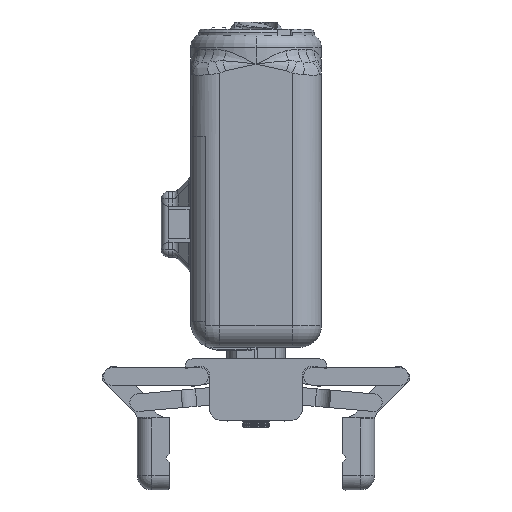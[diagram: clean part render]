
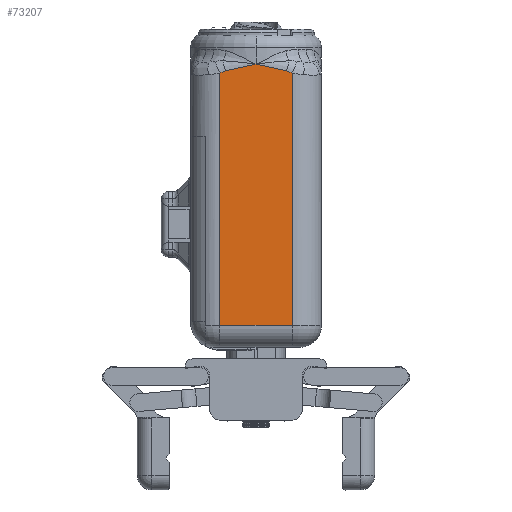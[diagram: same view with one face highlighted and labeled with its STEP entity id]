
A CAD part, front view. The second image highlights one B-rep face of the part: STEP entity #73207.
In plain terms, the highlighted face is planar.
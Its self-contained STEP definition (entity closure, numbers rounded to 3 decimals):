
#355 = EDGE_CURVE ( 'NONE', #55323, #12344, #65477, .T. ) ;
#4759 = CARTESIAN_POINT ( 'NONE',  ( 45., -18.646, -188.982 ) ) ;
#5219 = B_SPLINE_CURVE_WITH_KNOTS ( 'NONE', 3,
 ( #17366, #53190, #89516, #24430, #100649, #73111, #20274, #108895 ),
 .UNSPECIFIED., .F., .F.,
 ( 4, 2, 2, 4 ),
 ( 0., 0.005, 0.011, 0.021 ),
 .UNSPECIFIED. ) ;
#5327 = PLANE ( 'NONE',  #66492 ) ;
#7258 = EDGE_CURVE ( 'NONE', #72872, #107028, #33636, .T. ) ;
#9415 = CARTESIAN_POINT ( 'NONE',  ( 45., 30., -188.437 ) ) ;
#9909 = CARTESIAN_POINT ( 'NONE',  ( 45., 18.994, -191.74 ) ) ;
#10875 = EDGE_CURVE ( 'NONE', #12344, #111606, #93633, .T. ) ;
#12344 = VERTEX_POINT ( 'NONE', #9415 ) ;
#13588 = CARTESIAN_POINT ( 'NONE',  ( 45., -17.284, -189.507 ) ) ;
#14102 = CARTESIAN_POINT ( 'NONE',  ( 45., 28.646, -188.982 ) ) ;
#14167 = CARTESIAN_POINT ( 'NONE',  ( 45., -17.625, -189.378 ) ) ;
#14438 = CARTESIAN_POINT ( 'NONE',  ( 45., -20., -15. ) ) ;
#17366 = CARTESIAN_POINT ( 'NONE',  ( 45., -15.901, -189.977 ) ) ;
#20274 = CARTESIAN_POINT ( 'NONE',  ( 45., 1.495, -193.844 ) ) ;
#20853 = ORIENTED_EDGE ( 'NONE', *, *, #10875, .T. ) ;
#22970 = EDGE_LOOP ( 'NONE', ( #31981, #45328, #29269, #42143, #81617, #20853, #61209 ) ) ;
#23530 = CARTESIAN_POINT ( 'NONE',  ( 45., -20., -188.437 ) ) ;
#24045 = CARTESIAN_POINT ( 'NONE',  ( 45., 25.901, -189.977 ) ) ;
#24430 = CARTESIAN_POINT ( 'NONE',  ( 45., -8.993, -191.741 ) ) ;
#26298 = VECTOR ( 'NONE', #39118, 1000. ) ;
#27439 = VERTEX_POINT ( 'NONE', #80166 ) ;
#29269 = ORIENTED_EDGE ( 'NONE', *, *, #59107, .T. ) ;
#29467 = VECTOR ( 'NONE', #66162, 1000. ) ;
#30025 = B_SPLINE_CURVE_WITH_KNOTS ( 'NONE', 3,
 ( #23530, #68138, #4759, #14167, #13588, #103895, #95100, #85724 ),
 .UNSPECIFIED., .F., .F.,
 ( 4, 2, 2, 4 ),
 ( 0., 0.002, 0.003, 0.004 ),
 .UNSPECIFIED. ) ;
#31981 = ORIENTED_EDGE ( 'NONE', *, *, #7258, .T. ) ;
#32902 = DIRECTION ( 'NONE',  ( 1., 0., 0. ) ) ;
#33636 = LINE ( 'NONE', #51853, #29467 ) ;
#34002 = CARTESIAN_POINT ( 'NONE',  ( 45., 26.597, -189.754 ) ) ;
#34973 = VERTEX_POINT ( 'NONE', #93344 ) ;
#35755 = CARTESIAN_POINT ( 'NONE',  ( 45., 24.192, -190.489 ) ) ;
#38089 = CARTESIAN_POINT ( 'NONE',  ( 45., 5., -194.5 ) ) ;
#39118 = DIRECTION ( 'NONE',  ( 0., 0., 1. ) ) ;
#41092 = CARTESIAN_POINT ( 'NONE',  ( 45., 30., -188.437 ) ) ;
#41734 = DIRECTION ( 'NONE',  ( 0., 1., 0. ) ) ;
#42143 = ORIENTED_EDGE ( 'NONE', *, *, #68988, .T. ) ;
#45328 = ORIENTED_EDGE ( 'NONE', *, *, #79693, .T. ) ;
#50483 = CARTESIAN_POINT ( 'NONE',  ( 45., 27.284, -189.507 ) ) ;
#51853 = CARTESIAN_POINT ( 'NONE',  ( 45., -20., -25. ) ) ;
#53190 = CARTESIAN_POINT ( 'NONE',  ( 45., -14.193, -190.488 ) ) ;
#55138 = CARTESIAN_POINT ( 'NONE',  ( 45., 8.505, -193.844 ) ) ;
#55323 = VERTEX_POINT ( 'NONE', #65793 ) ;
#59107 = EDGE_CURVE ( 'NONE', #34973, #27439, #5219, .T. ) ;
#59366 = FACE_OUTER_BOUND ( 'NONE', #22970, .T. ) ;
#59932 = CARTESIAN_POINT ( 'NONE',  ( 45., -40., -25. ) ) ;
#61209 = ORIENTED_EDGE ( 'NONE', *, *, #101621, .T. ) ;
#61652 = CARTESIAN_POINT ( 'NONE',  ( 45., 30., -15. ) ) ;
#62335 = DIRECTION ( 'NONE',  ( 0., -1., 0. ) ) ;
#65094 = CARTESIAN_POINT ( 'NONE',  ( 45., 12.011, -193.191 ) ) ;
#65477 = B_SPLINE_CURVE_WITH_KNOTS ( 'NONE', 3,
 ( #24045, #94454, #34002, #50483, #104985, #14102, #113234, #41092 ),
 .UNSPECIFIED., .F., .F.,
 ( 4, 2, 2, 4 ),
 ( 0., 0.001, 0.002, 0.004 ),
 .UNSPECIFIED. ) ;
#65793 = CARTESIAN_POINT ( 'NONE',  ( 45., 25.901, -189.977 ) ) ;
#66162 = DIRECTION ( 'NONE',  ( 0., 0., -1. ) ) ;
#66492 = AXIS2_PLACEMENT_3D ( 'NONE', #59932, #32902, #41734 ) ;
#68138 = CARTESIAN_POINT ( 'NONE',  ( 45., -19.322, -188.708 ) ) ;
#68988 = EDGE_CURVE ( 'NONE', #27439, #55323, #84769, .T. ) ;
#72872 = VERTEX_POINT ( 'NONE', #14438 ) ;
#73111 = CARTESIAN_POINT ( 'NONE',  ( 45., -2.01, -193.191 ) ) ;
#73207 = ADVANCED_FACE ( 'NONE', ( #59366 ), #5327, .T. ) ;
#73310 = CARTESIAN_POINT ( 'NONE',  ( 45., 22.464, -190.926 ) ) ;
#79693 = EDGE_CURVE ( 'NONE', #107028, #34973, #30025, .T. ) ;
#80166 = CARTESIAN_POINT ( 'NONE',  ( 45., 5., -194.5 ) ) ;
#81617 = ORIENTED_EDGE ( 'NONE', *, *, #355, .T. ) ;
#83708 = CARTESIAN_POINT ( 'NONE',  ( 45., 30., -144.5 ) ) ;
#84769 = B_SPLINE_CURVE_WITH_KNOTS ( 'NONE', 3,
 ( #38089, #55138, #65094, #91453, #9909, #73310, #35755, #107347 ),
 .UNSPECIFIED., .F., .F.,
 ( 4, 2, 2, 4 ),
 ( 0., 0.011, 0.016, 0.021 ),
 .UNSPECIFIED. ) ;
#85163 = VECTOR ( 'NONE', #62335, 1000. ) ;
#85724 = CARTESIAN_POINT ( 'NONE',  ( 45., -15.901, -189.977 ) ) ;
#89516 = CARTESIAN_POINT ( 'NONE',  ( 45., -12.464, -190.926 ) ) ;
#91453 = CARTESIAN_POINT ( 'NONE',  ( 45., 17.25, -192.115 ) ) ;
#93344 = CARTESIAN_POINT ( 'NONE',  ( 45., -15.901, -189.977 ) ) ;
#93633 = LINE ( 'NONE', #83708, #26298 ) ;
#94454 = CARTESIAN_POINT ( 'NONE',  ( 45., 26.252, -189.872 ) ) ;
#95100 = CARTESIAN_POINT ( 'NONE',  ( 45., -16.252, -189.872 ) ) ;
#100649 = CARTESIAN_POINT ( 'NONE',  ( 45., -7.25, -192.115 ) ) ;
#101402 = LINE ( 'NONE', #109074, #85163 ) ;
#101621 = EDGE_CURVE ( 'NONE', #111606, #72872, #101402, .T. ) ;
#103895 = CARTESIAN_POINT ( 'NONE',  ( 45., -16.597, -189.754 ) ) ;
#104985 = CARTESIAN_POINT ( 'NONE',  ( 45., 27.625, -189.378 ) ) ;
#106888 = CARTESIAN_POINT ( 'NONE',  ( 45., -20., -188.437 ) ) ;
#107028 = VERTEX_POINT ( 'NONE', #106888 ) ;
#107347 = CARTESIAN_POINT ( 'NONE',  ( 45., 25.901, -189.977 ) ) ;
#108895 = CARTESIAN_POINT ( 'NONE',  ( 45., 5., -194.5 ) ) ;
#109074 = CARTESIAN_POINT ( 'NONE',  ( 45., -40., -15. ) ) ;
#111606 = VERTEX_POINT ( 'NONE', #61652 ) ;
#113234 = CARTESIAN_POINT ( 'NONE',  ( 45., 29.322, -188.708 ) ) ;
